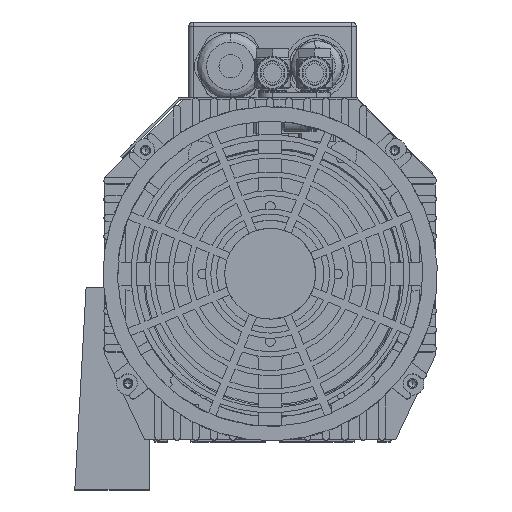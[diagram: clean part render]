
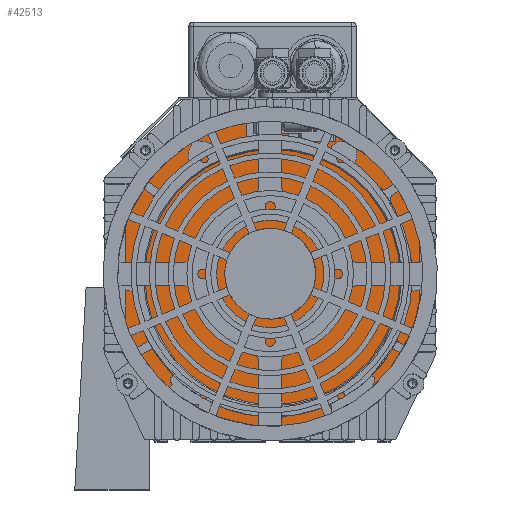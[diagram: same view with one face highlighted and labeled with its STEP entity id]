
A CAD part, top view. The second image highlights one B-rep face of the part: STEP entity #42513.
In plain terms, the highlighted face is planar.
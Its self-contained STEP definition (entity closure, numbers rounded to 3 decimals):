
#479 = EDGE_CURVE ( 'NONE', #63900, #11896, #80157, .T. ) ;
#1772 = VECTOR ( 'NONE', #31577, 1000. ) ;
#2091 = VERTEX_POINT ( 'NONE', #43101 ) ;
#3739 = VERTEX_POINT ( 'NONE', #43081 ) ;
#5438 = LINE ( 'NONE', #11417, #22374 ) ;
#5529 = DIRECTION ( 'NONE',  ( 0., 0., -1. ) ) ;
#6108 = EDGE_CURVE ( 'NONE', #2091, #21853, #11735, .T. ) ;
#6953 = DIRECTION ( 'NONE',  ( 1., 0., 0. ) ) ;
#7386 = DIRECTION ( 'NONE',  ( -1., 0., 0. ) ) ;
#8013 = AXIS2_PLACEMENT_3D ( 'NONE', #78043, #5529, #43992 ) ;
#8232 = ORIENTED_EDGE ( 'NONE', *, *, #479, .F. ) ;
#8746 = DIRECTION ( 'NONE',  ( -1., 0., 0. ) ) ;
#9602 = ORIENTED_EDGE ( 'NONE', *, *, #21355, .T. ) ;
#10271 = EDGE_CURVE ( 'NONE', #63900, #63401, #83229, .T. ) ;
#10670 = EDGE_CURVE ( 'NONE', #53417, #82033, #84277, .T. ) ;
#11417 = CARTESIAN_POINT ( 'NONE',  ( 253.93, 202.653, 130. ) ) ;
#11735 = CIRCLE ( 'NONE', #83323, 5. ) ;
#11896 = VERTEX_POINT ( 'NONE', #67399 ) ;
#13623 = VERTEX_POINT ( 'NONE', #46111 ) ;
#13711 = PLANE ( 'NONE',  #83106 ) ;
#16173 = ORIENTED_EDGE ( 'NONE', *, *, #6108, .T. ) ;
#17613 = DIRECTION ( 'NONE',  ( 0., 1., 0. ) ) ;
#17907 = CARTESIAN_POINT ( 'NONE',  ( 219.859, 307.534, 130. ) ) ;
#18578 = LINE ( 'NONE', #20654, #32292 ) ;
#19682 = VECTOR ( 'NONE', #74158, 1000. ) ;
#19765 = VERTEX_POINT ( 'NONE', #43423 ) ;
#19848 = ORIENTED_EDGE ( 'NONE', *, *, #63671, .F. ) ;
#20128 = DIRECTION ( 'NONE',  ( 0., 0., -1. ) ) ;
#20286 = ORIENTED_EDGE ( 'NONE', *, *, #10670, .F. ) ;
#20654 = CARTESIAN_POINT ( 'NONE',  ( 134.43, 166.534, 130. ) ) ;
#20969 = CARTESIAN_POINT ( 'NONE',  ( 219.859, 302.534, 130. ) ) ;
#21355 = EDGE_CURVE ( 'NONE', #76896, #19765, #48648, .T. ) ;
#21479 = DIRECTION ( 'NONE',  ( -0.707, -0.707, 0. ) ) ;
#21721 = AXIS2_PLACEMENT_3D ( 'NONE', #20969, #34628, #7386 ) ;
#21738 = DIRECTION ( 'NONE',  ( 0., 0., -1. ) ) ;
#21853 = VERTEX_POINT ( 'NONE', #81103 ) ;
#22374 = VECTOR ( 'NONE', #17613, 1000. ) ;
#22466 = VECTOR ( 'NONE', #21479, 1000. ) ;
#24187 = LINE ( 'NONE', #38765, #76135 ) ;
#24857 = DIRECTION ( 'NONE',  ( 0.426, -0.905, 0. ) ) ;
#25003 = CARTESIAN_POINT ( 'NONE',  ( 235.938, 293.526, 130. ) ) ;
#27783 = DIRECTION ( 'NONE',  ( 1., 0., 0. ) ) ;
#28082 = ORIENTED_EDGE ( 'NONE', *, *, #49957, .F. ) ;
#28186 = EDGE_CURVE ( 'NONE', #13623, #11896, #35019, .T. ) ;
#28571 = CARTESIAN_POINT ( 'NONE',  ( 248.93, 273.463, 130. ) ) ;
#30101 = FACE_OUTER_BOUND ( 'NONE', #37319, .T. ) ;
#31577 = DIRECTION ( 'NONE',  ( -1., 0., 0. ) ) ;
#31928 = CARTESIAN_POINT ( 'NONE',  ( 122.93, 202.653, 130. ) ) ;
#32115 = ORIENTED_EDGE ( 'NONE', *, *, #50850, .T. ) ;
#32292 = VECTOR ( 'NONE', #27783, 1000. ) ;
#32461 = LINE ( 'NONE', #87140, #19682 ) ;
#32776 = CARTESIAN_POINT ( 'NONE',  ( 117.93, 273.463, 130. ) ) ;
#33874 = DIRECTION ( 'NONE',  ( 0., 0., 1. ) ) ;
#34628 = DIRECTION ( 'NONE',  ( 0., 0., -1. ) ) ;
#35019 = CIRCLE ( 'NONE', #8013, 5. ) ;
#35126 = EDGE_CURVE ( 'NONE', #53417, #86229, #38734, .T. ) ;
#36060 = CARTESIAN_POINT ( 'NONE',  ( 253.93, 202.653, 130. ) ) ;
#36157 = ORIENTED_EDGE ( 'NONE', *, *, #79407, .F. ) ;
#36260 = VECTOR ( 'NONE', #38035, 1000. ) ;
#37319 = EDGE_LOOP ( 'NONE', ( #43817, #9602, #28082, #19848, #57101, #32115, #20286, #82052, #36157, #68089, #8232, #63050, #83438, #16173 ) ) ;
#37823 = CARTESIAN_POINT ( 'NONE',  ( 237.43, 166.534, 130. ) ) ;
#38035 = DIRECTION ( 'NONE',  ( -0.707, 0.707, 0. ) ) ;
#38373 = LINE ( 'NONE', #25003, #36260 ) ;
#38671 = CIRCLE ( 'NONE', #74612, 5. ) ;
#38734 = CIRCLE ( 'NONE', #74801, 5. ) ;
#38765 = CARTESIAN_POINT ( 'NONE',  ( 118.407, 200.521, 130. ) ) ;
#38791 = CARTESIAN_POINT ( 'NONE',  ( 223.394, 306.069, 130. ) ) ;
#42513 = ADVANCED_FACE ( 'NONE', ( #30101 ), #13711, .F. ) ;
#43081 = CARTESIAN_POINT ( 'NONE',  ( 134.43, 166.534, 130. ) ) ;
#43101 = CARTESIAN_POINT ( 'NONE',  ( 252.466, 276.998, 130. ) ) ;
#43112 = CARTESIAN_POINT ( 'NONE',  ( 118.407, 200.521, 130. ) ) ;
#43423 = CARTESIAN_POINT ( 'NONE',  ( 253.453, 200.521, 130. ) ) ;
#43817 = ORIENTED_EDGE ( 'NONE', *, *, #82956, .F. ) ;
#43881 = DIRECTION ( 'NONE',  ( 0., 0., -1. ) ) ;
#43992 = DIRECTION ( 'NONE',  ( -1., 0., 0. ) ) ;
#46111 = CARTESIAN_POINT ( 'NONE',  ( 148.466, 306.069, 130. ) ) ;
#48232 = VECTOR ( 'NONE', #80155, 1000. ) ;
#48239 = CARTESIAN_POINT ( 'NONE',  ( 117.93, 273.463, 130. ) ) ;
#48288 = CARTESIAN_POINT ( 'NONE',  ( 117.93, 202.653, 130. ) ) ;
#48648 = CIRCLE ( 'NONE', #83576, 5. ) ;
#49957 = EDGE_CURVE ( 'NONE', #87626, #19765, #32461, .T. ) ;
#50850 = EDGE_CURVE ( 'NONE', #66304, #82033, #38671, .T. ) ;
#51800 = CARTESIAN_POINT ( 'NONE',  ( 219.859, 307.534, 130. ) ) ;
#53417 = VERTEX_POINT ( 'NONE', #48239 ) ;
#57101 = ORIENTED_EDGE ( 'NONE', *, *, #85032, .F. ) ;
#57480 = DIRECTION ( 'NONE',  ( -1., 0., 0. ) ) ;
#62047 = CARTESIAN_POINT ( 'NONE',  ( 148.466, 306.069, 130. ) ) ;
#63050 = ORIENTED_EDGE ( 'NONE', *, *, #10271, .T. ) ;
#63401 = VERTEX_POINT ( 'NONE', #38791 ) ;
#63671 = EDGE_CURVE ( 'NONE', #3739, #87626, #18578, .T. ) ;
#63900 = VERTEX_POINT ( 'NONE', #51800 ) ;
#66080 = CARTESIAN_POINT ( 'NONE',  ( 119.394, 276.998, 130. ) ) ;
#66304 = VERTEX_POINT ( 'NONE', #43112 ) ;
#67399 = CARTESIAN_POINT ( 'NONE',  ( 152.001, 307.534, 130. ) ) ;
#67536 = DIRECTION ( 'NONE',  ( -1., 0., 0. ) ) ;
#67623 = CARTESIAN_POINT ( 'NONE',  ( 219.859, 302.534, 130. ) ) ;
#68012 = LINE ( 'NONE', #62047, #22466 ) ;
#68089 = ORIENTED_EDGE ( 'NONE', *, *, #28186, .T. ) ;
#74158 = DIRECTION ( 'NONE',  ( 0.426, 0.905, 0. ) ) ;
#74612 = AXIS2_PLACEMENT_3D ( 'NONE', #31928, #79031, #79298 ) ;
#74801 = AXIS2_PLACEMENT_3D ( 'NONE', #87053, #20128, #67536 ) ;
#76135 = VECTOR ( 'NONE', #24857, 1000. ) ;
#76896 = VERTEX_POINT ( 'NONE', #36060 ) ;
#78043 = CARTESIAN_POINT ( 'NONE',  ( 152.001, 302.534, 130. ) ) ;
#79031 = DIRECTION ( 'NONE',  ( 0., 0., -1. ) ) ;
#79298 = DIRECTION ( 'NONE',  ( -1., 0., 0. ) ) ;
#79407 = EDGE_CURVE ( 'NONE', #13623, #86229, #68012, .T. ) ;
#79536 = EDGE_CURVE ( 'NONE', #2091, #63401, #38373, .T. ) ;
#80155 = DIRECTION ( 'NONE',  ( 0., -1., 0. ) ) ;
#80157 = LINE ( 'NONE', #17907, #1772 ) ;
#81103 = CARTESIAN_POINT ( 'NONE',  ( 253.93, 273.463, 130. ) ) ;
#82033 = VERTEX_POINT ( 'NONE', #48288 ) ;
#82052 = ORIENTED_EDGE ( 'NONE', *, *, #35126, .T. ) ;
#82956 = EDGE_CURVE ( 'NONE', #76896, #21853, #5438, .T. ) ;
#83106 = AXIS2_PLACEMENT_3D ( 'NONE', #67623, #33874, #6953 ) ;
#83229 = CIRCLE ( 'NONE', #21721, 5. ) ;
#83323 = AXIS2_PLACEMENT_3D ( 'NONE', #28571, #21738, #8746 ) ;
#83438 = ORIENTED_EDGE ( 'NONE', *, *, #79536, .F. ) ;
#83576 = AXIS2_PLACEMENT_3D ( 'NONE', #83846, #43881, #57480 ) ;
#83846 = CARTESIAN_POINT ( 'NONE',  ( 248.93, 202.653, 130. ) ) ;
#84277 = LINE ( 'NONE', #32776, #48232 ) ;
#85032 = EDGE_CURVE ( 'NONE', #66304, #3739, #24187, .T. ) ;
#86229 = VERTEX_POINT ( 'NONE', #66080 ) ;
#87053 = CARTESIAN_POINT ( 'NONE',  ( 122.93, 273.463, 130. ) ) ;
#87140 = CARTESIAN_POINT ( 'NONE',  ( 237.43, 166.534, 130. ) ) ;
#87626 = VERTEX_POINT ( 'NONE', #37823 ) ;
